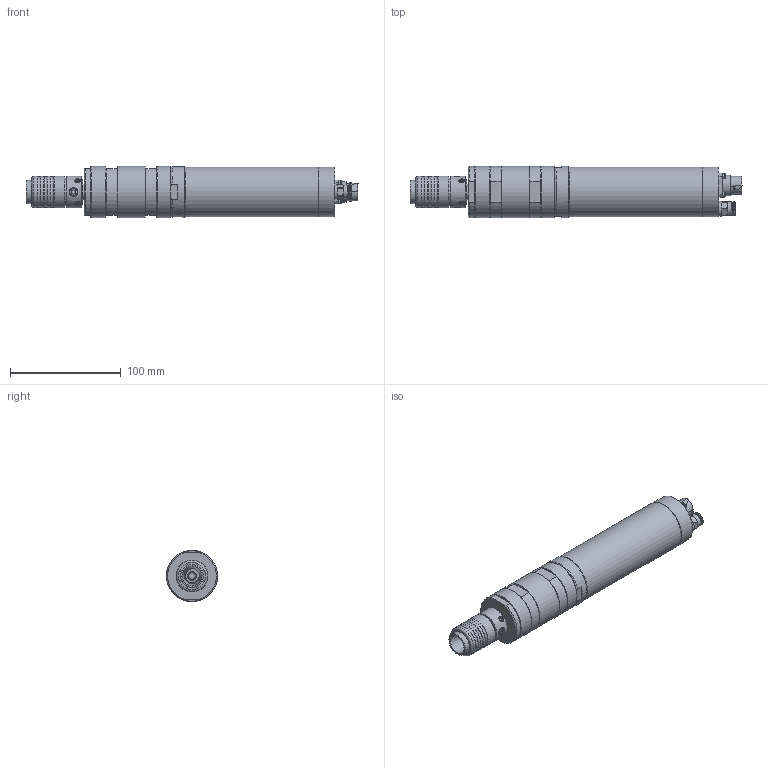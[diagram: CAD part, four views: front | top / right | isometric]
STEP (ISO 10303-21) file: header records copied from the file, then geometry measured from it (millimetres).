
FILE_DESCRIPTION(/* description */ ('BME 80-4500 WS'),/* implementation_level */ '2;1');
FILE_NAME(/* name */ '60076035.stp',/* time_stamp */ '2024-10-10T13:07:09+02:00',/* author */ ('rmorof'),/* organization */ (''),/* preprocessor_version */ 'ST-DEVELOPER v20',/* originating_system */ 'Autodesk Inventor 2024',/* authorisation */ '');
FILE_SCHEMA (('AUTOMOTIVE_DESIGN { 1 0 10303 214 3 1 1 }'));
Length unit declared in the file: millimetre
Products named in the file (1): 60076035
Bounding box: 299.2 x 46 x 46 mm (x, y, z)
Volume: 394157.5 mm3; surface area: 49342.5 mm2
Topology: 1 solids, 17 shells, 570 faces, 1302 edges, 842 vertices
Faces by surface type: plane 277, cylinder 155, cone 87, torus 25, bspline 18, sphere 8
Full cylindrical faces by diameter (mm): 1.8 x4, 2.05 x1, 2.5 x4, 2.6 x3, 2.7 x4, 4.5 x4, 5 x4, 5.5 x4, 5.7 x4, 6 x1, 6.2 x1, 6.647 x2, 7.3 x1, 8.566 x1, 8.57 x1, 12 x2, 13.5 x1, 14 x2, 16.2 x1, 16.95 x1, 17.5 x1, 21 x1, 21.1 x1, 23 x1, 24 x1, 24.7 x2, 25 x1, 28.4 x4, 28.6 x1, 41 x1
Entity records: 19002 total; most frequent: CARTESIAN_POINT 5658, DIRECTION 2663, ORIENTED_EDGE 2596, EDGE_CURVE 1298, AXIS2_PLACEMENT_3D 1042, VERTEX_POINT 842, EDGE_LOOP 662, LINE 579
